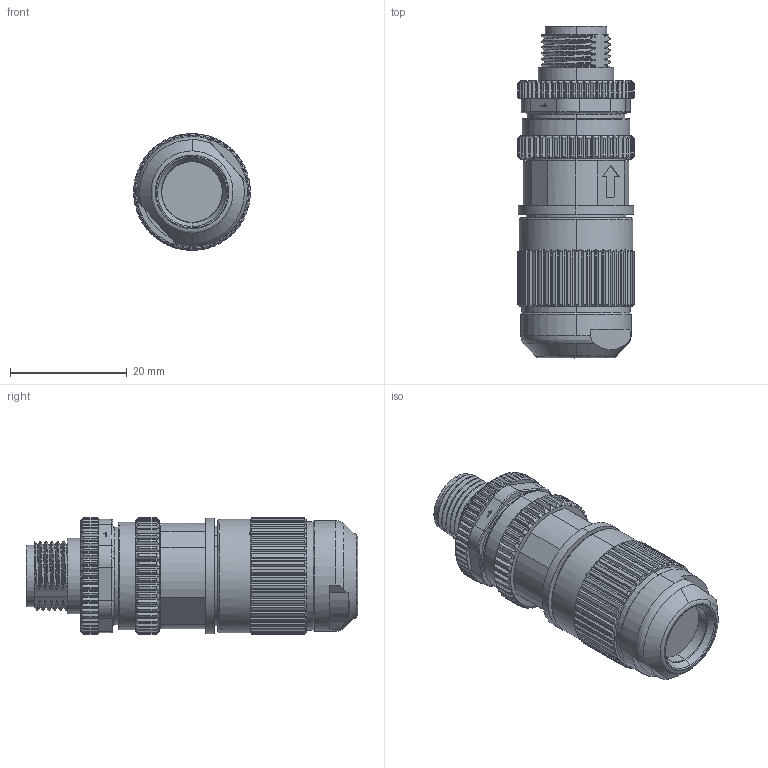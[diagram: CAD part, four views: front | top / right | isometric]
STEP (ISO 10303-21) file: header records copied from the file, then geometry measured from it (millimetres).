
FILE_DESCRIPTION (( 'STEP AP203' ), '1' );
FILE_NAME ('P157.STEP', '2020-03-31T03:57:18', ( 'edpusr' ), ( 'Microsoft' ), 'SwSTEP 2.0', 'SolidWorks 2015', '' );
FILE_SCHEMA (( 'CONFIG_CONTROL_DESIGN' ));
Products named in the file (1): P157
Bounding box: 20 x 56.9 x 20 mm (x, y, z)
Volume: 19596 mm3; surface area: 11801.8 mm2
Topology: 20 solids, 24 shells, 1759 faces, 4723 edges, 3041 vertices
Faces by surface type: plane 688, cylinder 483, cone 310, bspline 278
Entity records: 113647 total; most frequent: CARTESIAN_POINT 73616, ORIENTED_EDGE 9414, DIRECTION 7009, EDGE_CURVE 4707, VERTEX_POINT 3041, AXIS2_PLACEMENT_3D 2720, EDGE_LOOP 1828, FACE_OUTER_BOUND 1759
